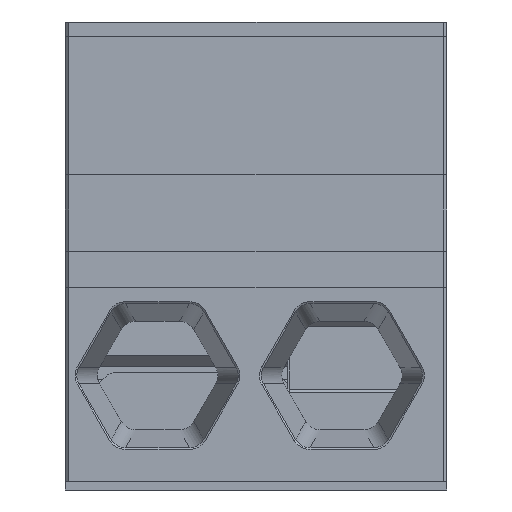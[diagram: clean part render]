
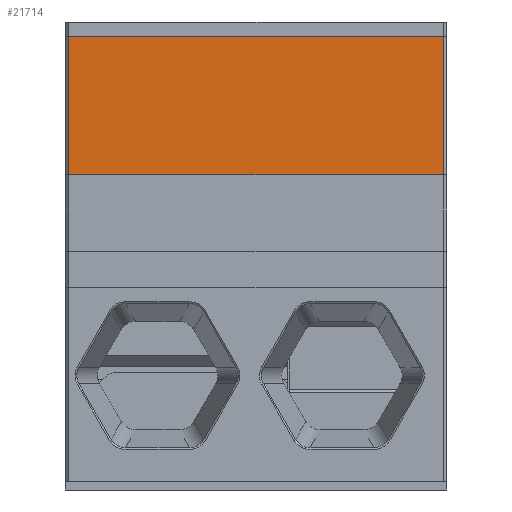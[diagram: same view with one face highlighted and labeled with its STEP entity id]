
A CAD part, front view. The second image highlights one B-rep face of the part: STEP entity #21714.
In plain terms, the highlighted planar face has unit normal (0, -1, 0).
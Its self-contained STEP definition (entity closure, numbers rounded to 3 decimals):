
#1592=PLANE('',#23702);
#2776=FACE_OUTER_BOUND('',#4180,.T.);
#4180=EDGE_LOOP('',(#19801,#19802,#19803,#19804));
#6016=LINE('',#40038,#8001);
#6041=LINE('',#40118,#8026);
#6135=LINE('',#40419,#8120);
#6137=LINE('',#40422,#8122);
#8001=VECTOR('',#28884,10.);
#8026=VECTOR('',#28963,10.);
#8120=VECTOR('',#29247,10.);
#8122=VECTOR('',#29251,10.);
#10769=VERTEX_POINT('',#40024);
#10775=VERTEX_POINT('',#40036);
#10801=VERTEX_POINT('',#40114);
#10803=VERTEX_POINT('',#40117);
#13725=EDGE_CURVE('',#10775,#10769,#6016,.T.);
#13764=EDGE_CURVE('',#10801,#10803,#6041,.T.);
#13914=EDGE_CURVE('',#10769,#10801,#6135,.T.);
#13916=EDGE_CURVE('',#10803,#10775,#6137,.T.);
#19801=ORIENTED_EDGE('',*,*,#13914,.F.);
#19802=ORIENTED_EDGE('',*,*,#13725,.F.);
#19803=ORIENTED_EDGE('',*,*,#13916,.F.);
#19804=ORIENTED_EDGE('',*,*,#13764,.F.);
#21714=ADVANCED_FACE('',(#2776),#1592,.T.);
#23702=AXIS2_PLACEMENT_3D('',#40421,#29249,#29250);
#28884=DIRECTION('',(1.,0.,0.));
#28963=DIRECTION('',(-1.,0.,0.));
#29247=DIRECTION('',(0.,0.,-1.));
#29249=DIRECTION('center_axis',(0.,-1.,0.));
#29250=DIRECTION('ref_axis',(0.,0.,-1.));
#29251=DIRECTION('',(0.,0.,1.));
#40024=CARTESIAN_POINT('',(111.,-58.,201.374));
#40036=CARTESIAN_POINT('',(3.,-58.,201.374));
#40038=CARTESIAN_POINT('',(42.368,-58.,201.374));
#40114=CARTESIAN_POINT('',(111.,-58.,161.374));
#40117=CARTESIAN_POINT('',(3.,-58.,161.374));
#40118=CARTESIAN_POINT('',(42.368,-58.,161.374));
#40419=CARTESIAN_POINT('',(111.,-58.,173.938));
#40421=CARTESIAN_POINT('Origin',(27.735,-58.,171.502));
#40422=CARTESIAN_POINT('',(3.,-58.,173.938));
